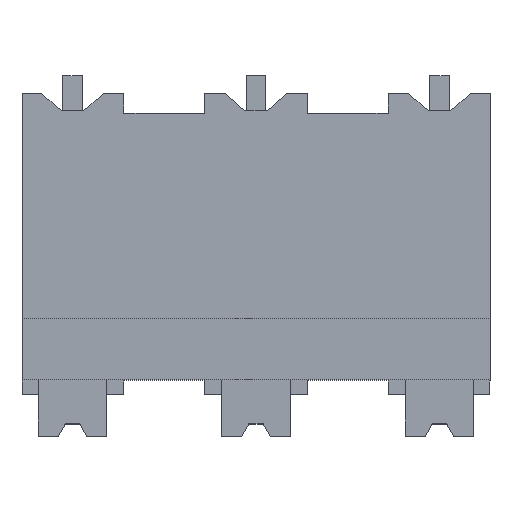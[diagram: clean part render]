
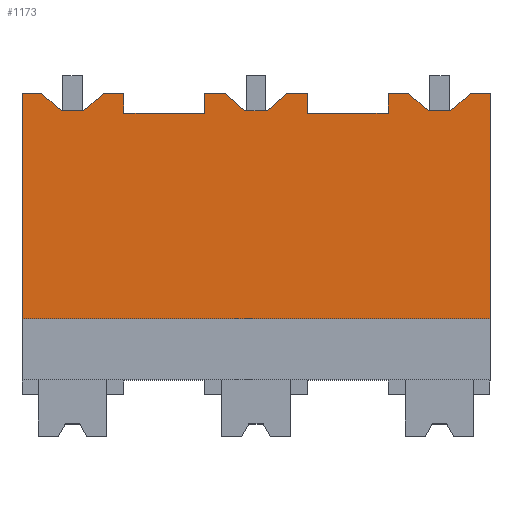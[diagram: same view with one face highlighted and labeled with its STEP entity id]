
A CAD part, top view. The second image highlights one B-rep face of the part: STEP entity #1173.
In plain terms, the highlighted planar face has unit normal (0, 0, 1).
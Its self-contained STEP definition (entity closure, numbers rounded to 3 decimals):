
#984=AXIS2_PLACEMENT_3D('Plane Axis2P3D',#981,#982,#983) ;
#40=CARTESIAN_POINT('Vertex',(0.,14.,8.9)) ;
#126=CARTESIAN_POINT('Vertex',(0.,4.8,8.9)) ;
#129=CARTESIAN_POINT('Line Origine',(0.,9.4,8.9)) ;
#168=CARTESIAN_POINT('Vertex',(0.807,14.,8.9)) ;
#192=CARTESIAN_POINT('Line Origine',(0.404,14.,8.9)) ;
#965=CARTESIAN_POINT('Vertex',(19.13,4.8,8.9)) ;
#968=CARTESIAN_POINT('Line Origine',(9.565,4.8,8.9)) ;
#981=CARTESIAN_POINT('Axis2P3D Location',(-7.5,4.8,8.9)) ;
#986=CARTESIAN_POINT('Line Origine',(12.49,13.2,8.9)) ;
#990=CARTESIAN_POINT('Vertex',(11.665,13.2,8.9)) ;
#992=CARTESIAN_POINT('Vertex',(13.315,13.2,8.9)) ;
#995=CARTESIAN_POINT('Line Origine',(11.665,13.6,8.9)) ;
#999=CARTESIAN_POINT('Vertex',(11.665,14.,8.9)) ;
#1002=CARTESIAN_POINT('Line Origine',(11.245,14.,8.9)) ;
#1006=CARTESIAN_POINT('Vertex',(10.824,14.,8.9)) ;
#1009=CARTESIAN_POINT('Line Origine',(10.424,13.65,8.9)) ;
#1013=CARTESIAN_POINT('Vertex',(10.024,13.3,8.9)) ;
#1016=CARTESIAN_POINT('Line Origine',(9.566,13.3,8.9)) ;
#1020=CARTESIAN_POINT('Vertex',(9.107,13.3,8.9)) ;
#1023=CARTESIAN_POINT('Line Origine',(8.707,13.65,8.9)) ;
#1027=CARTESIAN_POINT('Vertex',(8.307,14.,8.9)) ;
#1030=CARTESIAN_POINT('Line Origine',(7.886,14.,8.9)) ;
#1034=CARTESIAN_POINT('Vertex',(7.465,14.,8.9)) ;
#1037=CARTESIAN_POINT('Line Origine',(7.465,13.6,8.9)) ;
#1041=CARTESIAN_POINT('Vertex',(7.465,13.2,8.9)) ;
#1044=CARTESIAN_POINT('Line Origine',(6.64,13.2,8.9)) ;
#1048=CARTESIAN_POINT('Vertex',(5.815,13.2,8.9)) ;
#1051=CARTESIAN_POINT('Line Origine',(4.99,13.2,8.9)) ;
#1055=CARTESIAN_POINT('Vertex',(4.165,13.2,8.9)) ;
#1058=CARTESIAN_POINT('Line Origine',(4.165,13.6,8.9)) ;
#1062=CARTESIAN_POINT('Vertex',(4.165,14.,8.9)) ;
#1065=CARTESIAN_POINT('Line Origine',(3.745,14.,8.9)) ;
#1069=CARTESIAN_POINT('Vertex',(3.324,14.,8.9)) ;
#1072=CARTESIAN_POINT('Line Origine',(2.924,13.65,8.9)) ;
#1076=CARTESIAN_POINT('Vertex',(2.524,13.3,8.9)) ;
#1079=CARTESIAN_POINT('Line Origine',(2.066,13.3,8.9)) ;
#1083=CARTESIAN_POINT('Vertex',(1.607,13.3,8.9)) ;
#1086=CARTESIAN_POINT('Line Origine',(1.207,13.65,8.9)) ;
#1091=CARTESIAN_POINT('Line Origine',(19.13,9.4,8.9)) ;
#1095=CARTESIAN_POINT('Vertex',(19.13,14.,8.9)) ;
#1098=CARTESIAN_POINT('Line Origine',(18.727,14.,8.9)) ;
#1102=CARTESIAN_POINT('Vertex',(18.324,14.,8.9)) ;
#1105=CARTESIAN_POINT('Line Origine',(17.924,13.65,8.9)) ;
#1109=CARTESIAN_POINT('Vertex',(17.524,13.3,8.9)) ;
#1112=CARTESIAN_POINT('Line Origine',(17.066,13.3,8.9)) ;
#1116=CARTESIAN_POINT('Vertex',(16.607,13.3,8.9)) ;
#1119=CARTESIAN_POINT('Line Origine',(16.207,13.65,8.9)) ;
#1123=CARTESIAN_POINT('Vertex',(15.807,14.,8.9)) ;
#1126=CARTESIAN_POINT('Line Origine',(15.386,14.,8.9)) ;
#1130=CARTESIAN_POINT('Vertex',(14.965,14.,8.9)) ;
#1133=CARTESIAN_POINT('Line Origine',(14.965,13.6,8.9)) ;
#1137=CARTESIAN_POINT('Vertex',(14.965,13.2,8.9)) ;
#1140=CARTESIAN_POINT('Line Origine',(14.14,13.2,8.9)) ;
#130=DIRECTION('Vector Direction',(0.,1.,0.)) ;
#193=DIRECTION('Vector Direction',(1.,0.,0.)) ;
#969=DIRECTION('Vector Direction',(1.,0.,0.)) ;
#982=DIRECTION('Axis2P3D Direction',(0.,0.,-1.)) ;
#983=DIRECTION('Axis2P3D XDirection',(0.,1.,0.)) ;
#987=DIRECTION('Vector Direction',(1.,0.,0.)) ;
#996=DIRECTION('Vector Direction',(0.,-1.,0.)) ;
#1003=DIRECTION('Vector Direction',(1.,0.,0.)) ;
#1010=DIRECTION('Vector Direction',(0.753,0.659,0.)) ;
#1017=DIRECTION('Vector Direction',(1.,0.,0.)) ;
#1024=DIRECTION('Vector Direction',(0.753,-0.659,0.)) ;
#1031=DIRECTION('Vector Direction',(1.,0.,0.)) ;
#1038=DIRECTION('Vector Direction',(0.,-1.,0.)) ;
#1045=DIRECTION('Vector Direction',(1.,0.,0.)) ;
#1052=DIRECTION('Vector Direction',(1.,0.,0.)) ;
#1059=DIRECTION('Vector Direction',(0.,-1.,0.)) ;
#1066=DIRECTION('Vector Direction',(1.,0.,0.)) ;
#1073=DIRECTION('Vector Direction',(0.753,0.659,0.)) ;
#1080=DIRECTION('Vector Direction',(1.,0.,0.)) ;
#1087=DIRECTION('Vector Direction',(0.753,-0.659,0.)) ;
#1092=DIRECTION('Vector Direction',(0.,1.,0.)) ;
#1099=DIRECTION('Vector Direction',(1.,0.,0.)) ;
#1106=DIRECTION('Vector Direction',(0.753,0.659,0.)) ;
#1113=DIRECTION('Vector Direction',(1.,0.,0.)) ;
#1120=DIRECTION('Vector Direction',(0.753,-0.659,0.)) ;
#1127=DIRECTION('Vector Direction',(1.,0.,0.)) ;
#1134=DIRECTION('Vector Direction',(0.,-1.,0.)) ;
#1141=DIRECTION('Vector Direction',(1.,0.,0.)) ;
#131=VECTOR('Line Direction',#130,1.) ;
#194=VECTOR('Line Direction',#193,1.) ;
#970=VECTOR('Line Direction',#969,1.) ;
#988=VECTOR('Line Direction',#987,1.) ;
#997=VECTOR('Line Direction',#996,1.) ;
#1004=VECTOR('Line Direction',#1003,1.) ;
#1011=VECTOR('Line Direction',#1010,1.) ;
#1018=VECTOR('Line Direction',#1017,1.) ;
#1025=VECTOR('Line Direction',#1024,1.) ;
#1032=VECTOR('Line Direction',#1031,1.) ;
#1039=VECTOR('Line Direction',#1038,1.) ;
#1046=VECTOR('Line Direction',#1045,1.) ;
#1053=VECTOR('Line Direction',#1052,1.) ;
#1060=VECTOR('Line Direction',#1059,1.) ;
#1067=VECTOR('Line Direction',#1066,1.) ;
#1074=VECTOR('Line Direction',#1073,1.) ;
#1081=VECTOR('Line Direction',#1080,1.) ;
#1088=VECTOR('Line Direction',#1087,1.) ;
#1093=VECTOR('Line Direction',#1092,1.) ;
#1100=VECTOR('Line Direction',#1099,1.) ;
#1107=VECTOR('Line Direction',#1106,1.) ;
#1114=VECTOR('Line Direction',#1113,1.) ;
#1121=VECTOR('Line Direction',#1120,1.) ;
#1128=VECTOR('Line Direction',#1127,1.) ;
#1135=VECTOR('Line Direction',#1134,1.) ;
#1142=VECTOR('Line Direction',#1141,1.) ;
#1146=ORIENTED_EDGE('',*,*,#994,.F.) ;
#1147=ORIENTED_EDGE('',*,*,#1001,.F.) ;
#1148=ORIENTED_EDGE('',*,*,#1008,.F.) ;
#1149=ORIENTED_EDGE('',*,*,#1015,.F.) ;
#1150=ORIENTED_EDGE('',*,*,#1022,.F.) ;
#1151=ORIENTED_EDGE('',*,*,#1029,.F.) ;
#1152=ORIENTED_EDGE('',*,*,#1036,.F.) ;
#1153=ORIENTED_EDGE('',*,*,#1043,.T.) ;
#1154=ORIENTED_EDGE('',*,*,#1050,.F.) ;
#1155=ORIENTED_EDGE('',*,*,#1057,.F.) ;
#1156=ORIENTED_EDGE('',*,*,#1064,.F.) ;
#1157=ORIENTED_EDGE('',*,*,#1071,.F.) ;
#1158=ORIENTED_EDGE('',*,*,#1078,.F.) ;
#1159=ORIENTED_EDGE('',*,*,#1085,.F.) ;
#1160=ORIENTED_EDGE('',*,*,#1090,.F.) ;
#1161=ORIENTED_EDGE('',*,*,#196,.F.) ;
#1162=ORIENTED_EDGE('',*,*,#133,.F.) ;
#1163=ORIENTED_EDGE('',*,*,#972,.T.) ;
#1164=ORIENTED_EDGE('',*,*,#1097,.T.) ;
#1165=ORIENTED_EDGE('',*,*,#1104,.F.) ;
#1166=ORIENTED_EDGE('',*,*,#1111,.F.) ;
#1167=ORIENTED_EDGE('',*,*,#1118,.F.) ;
#1168=ORIENTED_EDGE('',*,*,#1125,.F.) ;
#1169=ORIENTED_EDGE('',*,*,#1132,.F.) ;
#1170=ORIENTED_EDGE('',*,*,#1139,.T.) ;
#1171=ORIENTED_EDGE('',*,*,#1144,.F.) ;
#1173=ADVANCED_FACE('HOUSING',(#1172),#985,.F.) ;
#133=EDGE_CURVE('',#127,#41,#132,.T.) ;
#196=EDGE_CURVE('',#41,#169,#195,.T.) ;
#972=EDGE_CURVE('',#127,#966,#971,.T.) ;
#994=EDGE_CURVE('',#991,#993,#989,.T.) ;
#1001=EDGE_CURVE('',#1000,#991,#998,.T.) ;
#1008=EDGE_CURVE('',#1007,#1000,#1005,.T.) ;
#1015=EDGE_CURVE('',#1014,#1007,#1012,.T.) ;
#1022=EDGE_CURVE('',#1021,#1014,#1019,.T.) ;
#1029=EDGE_CURVE('',#1028,#1021,#1026,.T.) ;
#1036=EDGE_CURVE('',#1035,#1028,#1033,.T.) ;
#1043=EDGE_CURVE('',#1035,#1042,#1040,.T.) ;
#1050=EDGE_CURVE('',#1049,#1042,#1047,.T.) ;
#1057=EDGE_CURVE('',#1056,#1049,#1054,.T.) ;
#1064=EDGE_CURVE('',#1063,#1056,#1061,.T.) ;
#1071=EDGE_CURVE('',#1070,#1063,#1068,.T.) ;
#1078=EDGE_CURVE('',#1077,#1070,#1075,.T.) ;
#1085=EDGE_CURVE('',#1084,#1077,#1082,.T.) ;
#1090=EDGE_CURVE('',#169,#1084,#1089,.T.) ;
#1097=EDGE_CURVE('',#966,#1096,#1094,.T.) ;
#1104=EDGE_CURVE('',#1103,#1096,#1101,.T.) ;
#1111=EDGE_CURVE('',#1110,#1103,#1108,.T.) ;
#1118=EDGE_CURVE('',#1117,#1110,#1115,.T.) ;
#1125=EDGE_CURVE('',#1124,#1117,#1122,.T.) ;
#1132=EDGE_CURVE('',#1131,#1124,#1129,.T.) ;
#1139=EDGE_CURVE('',#1131,#1138,#1136,.T.) ;
#1144=EDGE_CURVE('',#993,#1138,#1143,.T.) ;
#1145=EDGE_LOOP('',(#1146,#1147,#1148,#1149,#1150,#1151,#1152,#1153,#1154,#1155,#1156,#1157,#1158,#1159,#1160,#1161,#1162,#1163,#1164,#1165,#1166,#1167,#1168,#1169,#1170,#1171)) ;
#1172=FACE_OUTER_BOUND('',#1145,.T.) ;
#132=LINE('Line',#129,#131) ;
#195=LINE('Line',#192,#194) ;
#971=LINE('Line',#968,#970) ;
#989=LINE('Line',#986,#988) ;
#998=LINE('Line',#995,#997) ;
#1005=LINE('Line',#1002,#1004) ;
#1012=LINE('Line',#1009,#1011) ;
#1019=LINE('Line',#1016,#1018) ;
#1026=LINE('Line',#1023,#1025) ;
#1033=LINE('Line',#1030,#1032) ;
#1040=LINE('Line',#1037,#1039) ;
#1047=LINE('Line',#1044,#1046) ;
#1054=LINE('Line',#1051,#1053) ;
#1061=LINE('Line',#1058,#1060) ;
#1068=LINE('Line',#1065,#1067) ;
#1075=LINE('Line',#1072,#1074) ;
#1082=LINE('Line',#1079,#1081) ;
#1089=LINE('Line',#1086,#1088) ;
#1094=LINE('Line',#1091,#1093) ;
#1101=LINE('Line',#1098,#1100) ;
#1108=LINE('Line',#1105,#1107) ;
#1115=LINE('Line',#1112,#1114) ;
#1122=LINE('Line',#1119,#1121) ;
#1129=LINE('Line',#1126,#1128) ;
#1136=LINE('Line',#1133,#1135) ;
#1143=LINE('Line',#1140,#1142) ;
#985=PLANE('',#984) ;
#41=VERTEX_POINT('',#40) ;
#127=VERTEX_POINT('',#126) ;
#169=VERTEX_POINT('',#168) ;
#966=VERTEX_POINT('',#965) ;
#991=VERTEX_POINT('',#990) ;
#993=VERTEX_POINT('',#992) ;
#1000=VERTEX_POINT('',#999) ;
#1007=VERTEX_POINT('',#1006) ;
#1014=VERTEX_POINT('',#1013) ;
#1021=VERTEX_POINT('',#1020) ;
#1028=VERTEX_POINT('',#1027) ;
#1035=VERTEX_POINT('',#1034) ;
#1042=VERTEX_POINT('',#1041) ;
#1049=VERTEX_POINT('',#1048) ;
#1056=VERTEX_POINT('',#1055) ;
#1063=VERTEX_POINT('',#1062) ;
#1070=VERTEX_POINT('',#1069) ;
#1077=VERTEX_POINT('',#1076) ;
#1084=VERTEX_POINT('',#1083) ;
#1096=VERTEX_POINT('',#1095) ;
#1103=VERTEX_POINT('',#1102) ;
#1110=VERTEX_POINT('',#1109) ;
#1117=VERTEX_POINT('',#1116) ;
#1124=VERTEX_POINT('',#1123) ;
#1131=VERTEX_POINT('',#1130) ;
#1138=VERTEX_POINT('',#1137) ;
